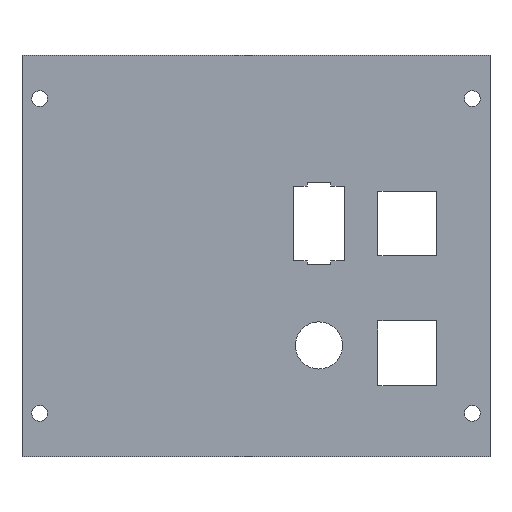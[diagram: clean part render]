
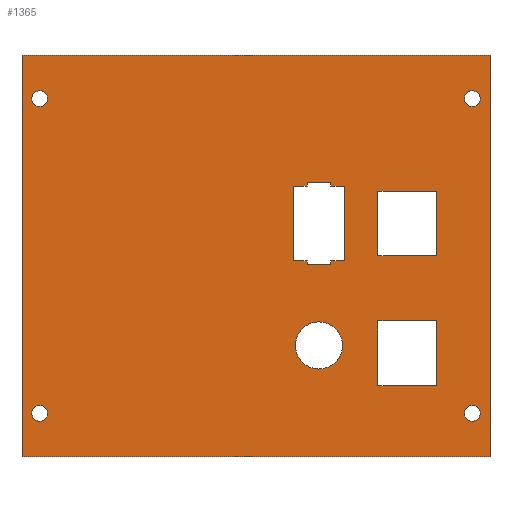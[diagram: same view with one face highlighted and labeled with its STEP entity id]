
A CAD part, top view. The second image highlights one B-rep face of the part: STEP entity #1365.
In plain terms, the highlighted planar face has unit normal (0, 0, 1).
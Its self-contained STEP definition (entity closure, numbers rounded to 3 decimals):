
#33=FACE_BOUND('',#182,.T.);
#34=FACE_BOUND('',#183,.T.);
#35=FACE_BOUND('',#184,.T.);
#36=FACE_BOUND('',#185,.T.);
#37=FACE_BOUND('',#186,.T.);
#38=FACE_BOUND('',#187,.T.);
#39=FACE_BOUND('',#188,.T.);
#40=FACE_BOUND('',#189,.T.);
#106=FACE_OUTER_BOUND('',#181,.T.);
#181=EDGE_LOOP('',(#1214,#1215,#1216,#1217));
#182=EDGE_LOOP('',(#1218,#1219,#1220,#1221,#1222,#1223,#1224,#1225,#1226,
#1227,#1228,#1229));
#183=EDGE_LOOP('',(#1230));
#184=EDGE_LOOP('',(#1231,#1232,#1233,#1234));
#185=EDGE_LOOP('',(#1235,#1236,#1237,#1238));
#186=EDGE_LOOP('',(#1239));
#187=EDGE_LOOP('',(#1240));
#188=EDGE_LOOP('',(#1241));
#189=EDGE_LOOP('',(#1242));
#221=LINE('',#1867,#392);
#224=LINE('',#1872,#395);
#226=LINE('',#1876,#397);
#228=LINE('',#1880,#399);
#230=LINE('',#1884,#401);
#232=LINE('',#1888,#403);
#248=LINE('',#1921,#419);
#261=LINE('',#1947,#432);
#283=LINE('',#1998,#454);
#285=LINE('',#2002,#456);
#287=LINE('',#2006,#458);
#289=LINE('',#2010,#460);
#291=LINE('',#2014,#462);
#292=LINE('',#2016,#463);
#311=LINE('',#2068,#482);
#314=LINE('',#2074,#485);
#317=LINE('',#2080,#488);
#320=LINE('',#2086,#491);
#326=LINE('',#2096,#497);
#339=LINE('',#2122,#510);
#354=LINE('',#2162,#525);
#356=LINE('',#2166,#527);
#358=LINE('',#2170,#529);
#360=LINE('',#2173,#531);
#392=VECTOR('',#1497,10.);
#395=VECTOR('',#1502,10.);
#397=VECTOR('',#1506,10.);
#399=VECTOR('',#1510,10.);
#401=VECTOR('',#1514,10.);
#403=VECTOR('',#1518,10.);
#419=VECTOR('',#1544,10.);
#432=VECTOR('',#1561,10.);
#454=VECTOR('',#1609,10.);
#456=VECTOR('',#1613,10.);
#458=VECTOR('',#1617,10.);
#460=VECTOR('',#1621,10.);
#462=VECTOR('',#1625,10.);
#463=VECTOR('',#1628,10.);
#482=VECTOR('',#1679,10.);
#485=VECTOR('',#1684,10.);
#488=VECTOR('',#1689,10.);
#491=VECTOR('',#1694,10.);
#497=VECTOR('',#1702,10.);
#510=VECTOR('',#1731,10.);
#525=VECTOR('',#1778,10.);
#527=VECTOR('',#1782,10.);
#529=VECTOR('',#1786,10.);
#531=VECTOR('',#1790,10.);
#541=CIRCLE('',#1413,6.);
#546=CIRCLE('',#1440,2.);
#547=CIRCLE('',#1442,2.);
#548=CIRCLE('',#1444,2.);
#549=CIRCLE('',#1446,2.);
#584=VERTEX_POINT('',#1864);
#585=VERTEX_POINT('',#1866);
#586=VERTEX_POINT('',#1870);
#587=VERTEX_POINT('',#1874);
#588=VERTEX_POINT('',#1878);
#589=VERTEX_POINT('',#1882);
#590=VERTEX_POINT('',#1886);
#601=VERTEX_POINT('',#1918);
#602=VERTEX_POINT('',#1920);
#612=VERTEX_POINT('',#1944);
#613=VERTEX_POINT('',#1946);
#629=VERTEX_POINT('',#1996);
#630=VERTEX_POINT('',#2000);
#631=VERTEX_POINT('',#2004);
#632=VERTEX_POINT('',#2008);
#633=VERTEX_POINT('',#2012);
#641=VERTEX_POINT('',#2045);
#650=VERTEX_POINT('',#2067);
#652=VERTEX_POINT('',#2073);
#654=VERTEX_POINT('',#2079);
#656=VERTEX_POINT('',#2085);
#668=VERTEX_POINT('',#2143);
#669=VERTEX_POINT('',#2147);
#670=VERTEX_POINT('',#2151);
#671=VERTEX_POINT('',#2155);
#672=VERTEX_POINT('',#2159);
#673=VERTEX_POINT('',#2161);
#674=VERTEX_POINT('',#2165);
#675=VERTEX_POINT('',#2169);
#711=EDGE_CURVE('',#585,#584,#221,.T.);
#714=EDGE_CURVE('',#584,#586,#224,.T.);
#716=EDGE_CURVE('',#586,#587,#226,.T.);
#718=EDGE_CURVE('',#587,#588,#228,.T.);
#720=EDGE_CURVE('',#588,#589,#230,.T.);
#722=EDGE_CURVE('',#589,#590,#232,.T.);
#738=EDGE_CURVE('',#602,#601,#248,.T.);
#751=EDGE_CURVE('',#613,#612,#261,.T.);
#777=EDGE_CURVE('',#590,#629,#283,.T.);
#779=EDGE_CURVE('',#629,#630,#285,.T.);
#781=EDGE_CURVE('',#630,#631,#287,.T.);
#783=EDGE_CURVE('',#631,#632,#289,.T.);
#785=EDGE_CURVE('',#632,#633,#291,.T.);
#786=EDGE_CURVE('',#633,#585,#292,.T.);
#801=EDGE_CURVE('',#641,#641,#541,.T.);
#811=EDGE_CURVE('',#650,#613,#311,.T.);
#814=EDGE_CURVE('',#612,#652,#314,.T.);
#817=EDGE_CURVE('',#654,#602,#317,.T.);
#820=EDGE_CURVE('',#601,#656,#320,.T.);
#826=EDGE_CURVE('',#656,#654,#326,.T.);
#839=EDGE_CURVE('',#652,#650,#339,.T.);
#849=EDGE_CURVE('',#668,#668,#546,.T.);
#851=EDGE_CURVE('',#669,#669,#547,.T.);
#853=EDGE_CURVE('',#670,#670,#548,.T.);
#855=EDGE_CURVE('',#671,#671,#549,.T.);
#858=EDGE_CURVE('',#673,#672,#354,.T.);
#860=EDGE_CURVE('',#674,#673,#356,.T.);
#862=EDGE_CURVE('',#675,#674,#358,.T.);
#864=EDGE_CURVE('',#672,#675,#360,.T.);
#1214=ORIENTED_EDGE('',*,*,#864,.T.);
#1215=ORIENTED_EDGE('',*,*,#862,.T.);
#1216=ORIENTED_EDGE('',*,*,#860,.T.);
#1217=ORIENTED_EDGE('',*,*,#858,.T.);
#1218=ORIENTED_EDGE('',*,*,#777,.T.);
#1219=ORIENTED_EDGE('',*,*,#779,.T.);
#1220=ORIENTED_EDGE('',*,*,#781,.T.);
#1221=ORIENTED_EDGE('',*,*,#783,.T.);
#1222=ORIENTED_EDGE('',*,*,#785,.T.);
#1223=ORIENTED_EDGE('',*,*,#786,.T.);
#1224=ORIENTED_EDGE('',*,*,#711,.T.);
#1225=ORIENTED_EDGE('',*,*,#714,.T.);
#1226=ORIENTED_EDGE('',*,*,#716,.T.);
#1227=ORIENTED_EDGE('',*,*,#718,.T.);
#1228=ORIENTED_EDGE('',*,*,#720,.T.);
#1229=ORIENTED_EDGE('',*,*,#722,.T.);
#1230=ORIENTED_EDGE('',*,*,#801,.T.);
#1231=ORIENTED_EDGE('',*,*,#814,.T.);
#1232=ORIENTED_EDGE('',*,*,#839,.T.);
#1233=ORIENTED_EDGE('',*,*,#811,.T.);
#1234=ORIENTED_EDGE('',*,*,#751,.T.);
#1235=ORIENTED_EDGE('',*,*,#820,.T.);
#1236=ORIENTED_EDGE('',*,*,#826,.T.);
#1237=ORIENTED_EDGE('',*,*,#817,.T.);
#1238=ORIENTED_EDGE('',*,*,#738,.T.);
#1239=ORIENTED_EDGE('',*,*,#855,.T.);
#1240=ORIENTED_EDGE('',*,*,#853,.T.);
#1241=ORIENTED_EDGE('',*,*,#851,.T.);
#1242=ORIENTED_EDGE('',*,*,#849,.T.);
#1299=PLANE('',#1451);
#1365=ADVANCED_FACE('',(#106,#33,#34,#35,#36,#37,#38,#39,#40),#1299,.T.);
#1413=AXIS2_PLACEMENT_3D('',#2047,#1660,#1661);
#1440=AXIS2_PLACEMENT_3D('',#2144,#1757,#1758);
#1442=AXIS2_PLACEMENT_3D('',#2148,#1762,#1763);
#1444=AXIS2_PLACEMENT_3D('',#2152,#1767,#1768);
#1446=AXIS2_PLACEMENT_3D('',#2156,#1772,#1773);
#1451=AXIS2_PLACEMENT_3D('',#2174,#1791,#1792);
#1497=DIRECTION('',(0.,-1.,0.));
#1502=DIRECTION('',(-1.,0.,0.));
#1506=DIRECTION('',(0.,-1.,0.));
#1510=DIRECTION('',(-1.,0.,0.));
#1514=DIRECTION('',(0.,1.,0.));
#1518=DIRECTION('',(-1.,0.,0.));
#1544=DIRECTION('',(0.,1.,0.));
#1561=DIRECTION('',(0.,1.,0.));
#1609=DIRECTION('',(0.,1.,0.));
#1613=DIRECTION('',(1.,0.,0.));
#1617=DIRECTION('',(0.,1.,0.));
#1621=DIRECTION('',(1.,0.,0.));
#1625=DIRECTION('',(0.,-1.,0.));
#1628=DIRECTION('',(1.,0.,0.));
#1660=DIRECTION('center_axis',(0.,0.,-1.));
#1661=DIRECTION('ref_axis',(-1.,0.,0.));
#1679=DIRECTION('',(-1.,0.,0.));
#1684=DIRECTION('',(1.,0.,0.));
#1689=DIRECTION('',(-1.,0.,0.));
#1694=DIRECTION('',(1.,0.,0.));
#1702=DIRECTION('',(0.,-1.,0.));
#1731=DIRECTION('',(0.,-1.,0.));
#1757=DIRECTION('center_axis',(0.,0.,-1.));
#1758=DIRECTION('ref_axis',(1.,0.,0.));
#1762=DIRECTION('center_axis',(0.,0.,-1.));
#1763=DIRECTION('ref_axis',(1.,0.,0.));
#1767=DIRECTION('center_axis',(0.,0.,-1.));
#1768=DIRECTION('ref_axis',(1.,0.,0.));
#1772=DIRECTION('center_axis',(0.,0.,-1.));
#1773=DIRECTION('ref_axis',(1.,0.,0.));
#1778=DIRECTION('',(0.,1.,0.));
#1782=DIRECTION('',(1.,0.,0.));
#1786=DIRECTION('',(0.,-1.,0.));
#1790=DIRECTION('',(-1.,0.,0.));
#1791=DIRECTION('center_axis',(0.,0.,1.));
#1792=DIRECTION('ref_axis',(1.,0.,0.));
#1864=CARTESIAN_POINT('',(22.5,-1.25,2.));
#1866=CARTESIAN_POINT('',(22.5,17.75,2.));
#1867=CARTESIAN_POINT('',(22.5,-0.625,2.));
#1870=CARTESIAN_POINT('',(19.,-1.25,2.));
#1872=CARTESIAN_POINT('',(9.5,-1.25,2.));
#1874=CARTESIAN_POINT('',(19.,-2.25,2.));
#1876=CARTESIAN_POINT('',(19.,-1.125,2.));
#1878=CARTESIAN_POINT('',(13.,-2.25,2.));
#1880=CARTESIAN_POINT('',(6.5,-2.25,2.));
#1882=CARTESIAN_POINT('',(13.,-1.25,2.));
#1884=CARTESIAN_POINT('',(13.,-0.625,2.));
#1886=CARTESIAN_POINT('',(9.5,-1.25,2.));
#1888=CARTESIAN_POINT('',(4.75,-1.25,2.));
#1918=CARTESIAN_POINT('',(31.,-16.5,2.));
#1920=CARTESIAN_POINT('',(31.,-33.,2.));
#1921=CARTESIAN_POINT('',(31.,-8.25,2.));
#1944=CARTESIAN_POINT('',(31.,16.5,2.));
#1946=CARTESIAN_POINT('',(31.,0.,2.));
#1947=CARTESIAN_POINT('',(31.,8.25,2.));
#1996=CARTESIAN_POINT('',(9.5,17.75,2.));
#1998=CARTESIAN_POINT('',(9.5,8.875,2.));
#2000=CARTESIAN_POINT('',(13.,17.75,2.));
#2002=CARTESIAN_POINT('',(6.5,17.75,2.));
#2004=CARTESIAN_POINT('',(13.,18.75,2.));
#2006=CARTESIAN_POINT('',(13.,9.375,2.));
#2008=CARTESIAN_POINT('',(19.,18.75,2.));
#2010=CARTESIAN_POINT('',(9.5,18.75,2.));
#2012=CARTESIAN_POINT('',(19.,17.75,2.));
#2014=CARTESIAN_POINT('',(19.,8.875,2.));
#2016=CARTESIAN_POINT('',(11.25,17.75,2.));
#2045=CARTESIAN_POINT('',(22.,-22.75,2.));
#2047=CARTESIAN_POINT('Origin',(16.,-22.75,2.));
#2067=CARTESIAN_POINT('',(46.,0.,2.));
#2068=CARTESIAN_POINT('',(15.5,0.,2.));
#2073=CARTESIAN_POINT('',(46.,16.5,2.));
#2074=CARTESIAN_POINT('',(23.,16.5,2.));
#2079=CARTESIAN_POINT('',(46.,-33.,2.));
#2080=CARTESIAN_POINT('',(15.5,-33.,2.));
#2085=CARTESIAN_POINT('',(46.,-16.5,2.));
#2086=CARTESIAN_POINT('',(23.,-16.5,2.));
#2096=CARTESIAN_POINT('',(46.,-16.5,2.));
#2122=CARTESIAN_POINT('',(46.,0.,2.));
#2143=CARTESIAN_POINT('',(53.,-40.,2.));
#2144=CARTESIAN_POINT('Origin',(55.,-40.,2.));
#2147=CARTESIAN_POINT('',(-57.,-40.,2.));
#2148=CARTESIAN_POINT('Origin',(-55.,-40.,2.));
#2151=CARTESIAN_POINT('',(-57.,40.,2.));
#2152=CARTESIAN_POINT('Origin',(-55.,40.,2.));
#2155=CARTESIAN_POINT('',(53.,40.,2.));
#2156=CARTESIAN_POINT('Origin',(55.,40.,2.));
#2159=CARTESIAN_POINT('',(59.5,51.,2.));
#2161=CARTESIAN_POINT('',(59.5,-51.,2.));
#2162=CARTESIAN_POINT('',(59.5,51.,2.));
#2165=CARTESIAN_POINT('',(-59.5,-51.,2.));
#2166=CARTESIAN_POINT('',(59.5,-51.,2.));
#2169=CARTESIAN_POINT('',(-59.5,51.,2.));
#2170=CARTESIAN_POINT('',(-59.5,-51.,2.));
#2173=CARTESIAN_POINT('',(-59.5,51.,2.));
#2174=CARTESIAN_POINT('Origin',(0.,0.,2.));
